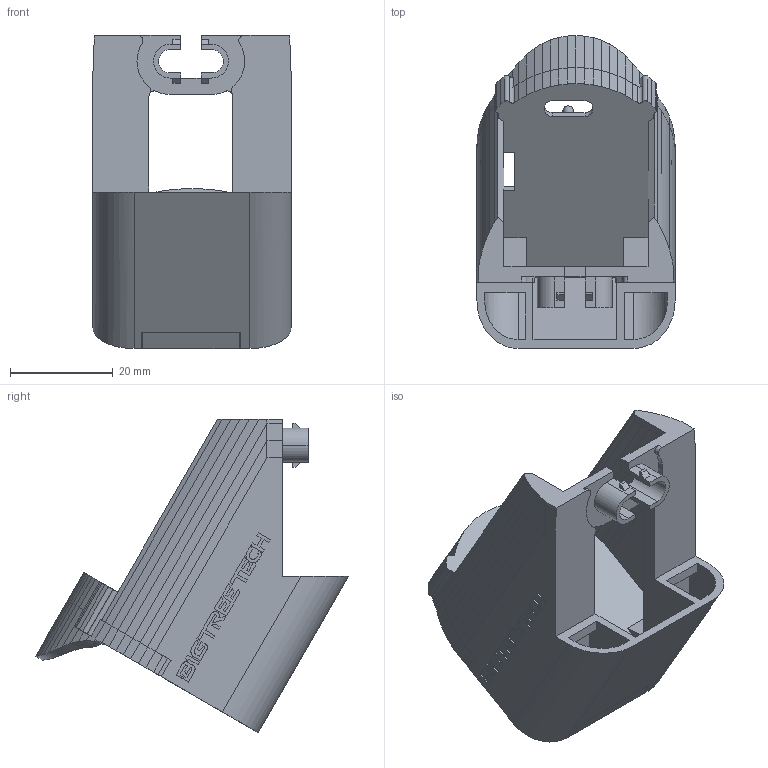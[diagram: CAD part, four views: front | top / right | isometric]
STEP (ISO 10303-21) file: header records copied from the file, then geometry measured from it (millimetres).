
FILE_DESCRIPTION (( 'STEP AP203' ), '1' );
FILE_NAME ('BIGTREETECH Knomi v1.0 Íâ¿Ç.STEP', '2025-02-21T10:27:15', ( '' ), ( '' ), 'SwSTEP 2.0', 'SolidWorks 2023', '' );
FILE_SCHEMA (( 'CONFIG_CONTROL_DESIGN' ));
Length unit declared in the file: millimetre
Products named in the file (1): BIGTREETECH Knomi v1.0 外壳
Bounding box: 38.6 x 60.96 x 60.98 mm (x, y, z)
Volume: 15351.1 mm3; surface area: 16835.9 mm2
Topology: 2 solids, 2 shells, 811 faces, 2343 edges, 1540 vertices
Faces by surface type: plane 652, bspline 73, cylinder 66, sphere 20
Entity records: 27128 total; most frequent: CARTESIAN_POINT 6444, ORIENTED_EDGE 4646, DIRECTION 3734, EDGE_CURVE 2323, LINE 1926, VECTOR 1926, VERTEX_POINT 1532, AXIS2_PLACEMENT_3D 904
